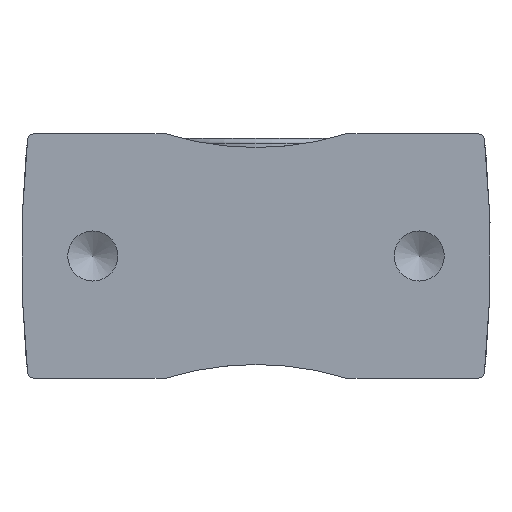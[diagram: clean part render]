
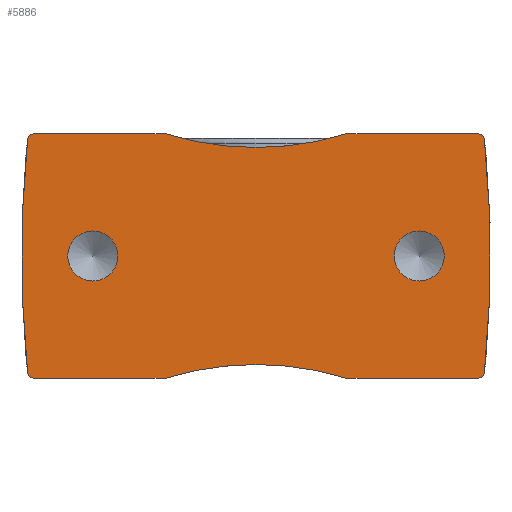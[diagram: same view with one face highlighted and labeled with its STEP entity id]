
A CAD part, front view. The second image highlights one B-rep face of the part: STEP entity #5886.
In plain terms, the highlighted face is planar.
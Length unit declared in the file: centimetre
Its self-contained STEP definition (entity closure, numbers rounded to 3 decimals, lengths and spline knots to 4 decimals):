
#99=CARTESIAN_POINT('',(-0.3899,-2.54,0.));
#100=VERTEX_POINT('',#99);
#110=CARTESIAN_POINT('',(0.3899,-2.54,0.));
#111=VERTEX_POINT('',#110);
#112=CARTESIAN_POINT('',(0.,-2.54,0.));
#113=DIRECTION('',(0.,0.,1.));
#114=DIRECTION('',(1.,0.,-0.));
#115=AXIS2_PLACEMENT_3D('',#112,#113,#114);
#116=CIRCLE('',#115,0.3899);
#117=EDGE_CURVE('',#111,#100,#116,.T.);
#119=CARTESIAN_POINT('',(0.,-2.54,0.));
#120=DIRECTION('',(0.,0.,1.));
#121=DIRECTION('',(1.,0.,-0.));
#122=AXIS2_PLACEMENT_3D('',#119,#120,#121);
#123=CIRCLE('',#122,0.3899);
#124=EDGE_CURVE('',#100,#111,#123,.T.);
#169=CARTESIAN_POINT('',(-0.3899,2.54,0.));
#170=VERTEX_POINT('',#169);
#180=CARTESIAN_POINT('',(0.3899,2.54,0.));
#181=VERTEX_POINT('',#180);
#182=CARTESIAN_POINT('',(0.,2.54,0.));
#183=DIRECTION('',(0.,0.,1.));
#184=DIRECTION('',(1.,0.,-0.));
#185=AXIS2_PLACEMENT_3D('',#182,#183,#184);
#186=CIRCLE('',#185,0.3899);
#187=EDGE_CURVE('',#181,#170,#186,.T.);
#189=CARTESIAN_POINT('',(0.,2.54,0.));
#190=DIRECTION('',(0.,0.,1.));
#191=DIRECTION('',(1.,0.,-0.));
#192=AXIS2_PLACEMENT_3D('',#189,#190,#191);
#193=CIRCLE('',#192,0.3899);
#194=EDGE_CURVE('',#170,#181,#193,.T.);
#1475=CARTESIAN_POINT('',(-1.8203,-3.5553,0.));
#1476=VERTEX_POINT('',#1475);
#1483=CARTESIAN_POINT('',(1.8203,-3.5553,0.));
#1484=VERTEX_POINT('',#1483);
#1485=CARTESIAN_POINT('',(0.,13.894,0.));
#1486=DIRECTION('',(0.,0.,-1.));
#1487=DIRECTION('',(1.,0.,0.));
#1488=AXIS2_PLACEMENT_3D('',#1485,#1486,#1487);
#1489=CIRCLE('',#1488,17.544);
#1490=EDGE_CURVE('',#1484,#1476,#1489,.T.);
#3900=CARTESIAN_POINT('',(1.8203,3.5553,0.));
#3901=VERTEX_POINT('',#3900);
#3908=CARTESIAN_POINT('',(-1.8203,3.5553,0.));
#3909=VERTEX_POINT('',#3908);
#3910=CARTESIAN_POINT('',(-0.,-13.894,0.));
#3911=DIRECTION('',(0.,0.,-1.));
#3912=DIRECTION('',(-1.,0.,0.));
#3913=AXIS2_PLACEMENT_3D('',#3910,#3911,#3912);
#3914=CIRCLE('',#3913,17.544);
#3915=EDGE_CURVE('',#3909,#3901,#3914,.T.);
#3956=CARTESIAN_POINT('',(1.9,3.4669,0.));
#3957=VERTEX_POINT('',#3956);
#3964=CARTESIAN_POINT('',(1.8111,3.4669,0.));
#3965=DIRECTION('',(0.,-0.,1.));
#3966=DIRECTION('',(0.743,0.669,0.));
#3967=AXIS2_PLACEMENT_3D('',#3964,#3965,#3966);
#3968=CIRCLE('',#3967,0.0889);
#3969=EDGE_CURVE('',#3957,#3901,#3968,.T.);
#3981=CARTESIAN_POINT('',(1.9,1.4,0.));
#3982=VERTEX_POINT('',#3981);
#3989=CARTESIAN_POINT('',(1.9,12348.5468,0.));
#3990=DIRECTION('',(0.,-1.,0.));
#3991=VECTOR('',#3990,24690.);
#3992=LINE('',#3989,#3991);
#3993=EDGE_CURVE('',#3957,#3982,#3992,.T.);
#4006=CARTESIAN_POINT('',(1.6896,0.,0.));
#4007=VERTEX_POINT('',#4006);
#4077=CARTESIAN_POINT('',(1.9,-1.4,0.));
#4078=VERTEX_POINT('',#4077);
#4085=CARTESIAN_POINT('',(6.4521,0.,0.));
#4086=DIRECTION('',(0.,0.,1.));
#4087=DIRECTION('',(1.,0.,-0.));
#4088=AXIS2_PLACEMENT_3D('',#4085,#4086,#4087);
#4089=CIRCLE('',#4088,4.7625);
#4090=EDGE_CURVE('',#4007,#4078,#4089,.T.);
#4982=CARTESIAN_POINT('',(-1.6896,-0.,0.));
#4983=VERTEX_POINT('',#4982);
#4992=CARTESIAN_POINT('',(-1.9,1.4,0.));
#4993=VERTEX_POINT('',#4992);
#5000=CARTESIAN_POINT('',(-6.4521,0.,0.));
#5001=DIRECTION('',(0.,0.,1.));
#5002=DIRECTION('',(-1.,0.,0.));
#5003=AXIS2_PLACEMENT_3D('',#5000,#5001,#5002);
#5004=CIRCLE('',#5003,4.7625);
#5005=EDGE_CURVE('',#4983,#4993,#5004,.T.);
#5016=CARTESIAN_POINT('',(-1.9,3.4669,0.));
#5017=VERTEX_POINT('',#5016);
#5024=CARTESIAN_POINT('',(-1.9,12348.5468,0.));
#5025=DIRECTION('',(0.,-1.,0.));
#5026=VECTOR('',#5025,24690.);
#5027=LINE('',#5024,#5026);
#5028=EDGE_CURVE('',#5017,#4993,#5027,.T.);
#5041=CARTESIAN_POINT('',(-1.8111,3.4669,0.));
#5042=DIRECTION('',(0.,0.,1.));
#5043=DIRECTION('',(-0.743,0.669,0.));
#5044=AXIS2_PLACEMENT_3D('',#5041,#5042,#5043);
#5045=CIRCLE('',#5044,0.0889);
#5046=EDGE_CURVE('',#3909,#5017,#5045,.T.);
#5654=CARTESIAN_POINT('',(1.9,-3.4669,0.));
#5655=VERTEX_POINT('',#5654);
#5662=CARTESIAN_POINT('',(1.9,12348.5468,0.));
#5663=DIRECTION('',(0.,-1.,0.));
#5664=VECTOR('',#5663,24690.);
#5665=LINE('',#5662,#5664);
#5666=EDGE_CURVE('',#4078,#5655,#5665,.T.);
#5679=CARTESIAN_POINT('',(1.8111,-3.4669,0.));
#5680=DIRECTION('',(0.,0.,1.));
#5681=DIRECTION('',(0.743,-0.669,0.));
#5682=AXIS2_PLACEMENT_3D('',#5679,#5680,#5681);
#5683=CIRCLE('',#5682,0.0889);
#5684=EDGE_CURVE('',#1484,#5655,#5683,.T.);
#5802=CARTESIAN_POINT('',(-1.9,-3.4669,0.));
#5803=VERTEX_POINT('',#5802);
#5810=CARTESIAN_POINT('',(-1.8111,-3.4669,0.));
#5811=DIRECTION('',(0.,0.,1.));
#5812=DIRECTION('',(-0.743,-0.669,0.));
#5813=AXIS2_PLACEMENT_3D('',#5810,#5811,#5812);
#5814=CIRCLE('',#5813,0.0889);
#5815=EDGE_CURVE('',#5803,#1476,#5814,.T.);
#5827=CARTESIAN_POINT('',(-1.9,-1.4,0.));
#5828=VERTEX_POINT('',#5827);
#5835=CARTESIAN_POINT('',(-1.9,12348.5468,0.));
#5836=DIRECTION('',(0.,-1.,0.));
#5837=VECTOR('',#5836,24690.);
#5838=LINE('',#5835,#5837);
#5839=EDGE_CURVE('',#5828,#5803,#5838,.T.);
#5845=CARTESIAN_POINT('',(0.9412,1.8027,0.));
#5846=DIRECTION('',(0.,0.,1.));
#5847=DIRECTION('',(1.,0.,0.));
#5848=AXIS2_PLACEMENT_3D('',#5845,#5846,#5847);
#5849=PLANE('',#5848);
#5850=ORIENTED_EDGE('',*,*,#117,.T.);
#5851=ORIENTED_EDGE('',*,*,#124,.T.);
#5852=EDGE_LOOP('',(#5850,#5851));
#5853=FACE_BOUND('',#5852,.T.);
#5854=ORIENTED_EDGE('',*,*,#187,.T.);
#5855=ORIENTED_EDGE('',*,*,#194,.T.);
#5856=EDGE_LOOP('',(#5854,#5855));
#5857=FACE_BOUND('',#5856,.T.);
#5858=ORIENTED_EDGE('',*,*,#5815,.F.);
#5859=ORIENTED_EDGE('',*,*,#5839,.F.);
#5860=CARTESIAN_POINT('',(-6.4521,0.,0.));
#5861=DIRECTION('',(0.,0.,1.));
#5862=DIRECTION('',(-1.,0.,0.));
#5863=AXIS2_PLACEMENT_3D('',#5860,#5861,#5862);
#5864=CIRCLE('',#5863,4.7625);
#5865=EDGE_CURVE('',#5828,#4983,#5864,.T.);
#5866=ORIENTED_EDGE('',*,*,#5865,.T.);
#5867=ORIENTED_EDGE('',*,*,#5005,.T.);
#5868=ORIENTED_EDGE('',*,*,#5028,.F.);
#5869=ORIENTED_EDGE('',*,*,#5046,.F.);
#5870=ORIENTED_EDGE('',*,*,#3915,.T.);
#5871=ORIENTED_EDGE('',*,*,#3969,.F.);
#5872=ORIENTED_EDGE('',*,*,#3993,.T.);
#5873=CARTESIAN_POINT('',(6.4521,0.,0.));
#5874=DIRECTION('',(0.,0.,1.));
#5875=DIRECTION('',(1.,0.,-0.));
#5876=AXIS2_PLACEMENT_3D('',#5873,#5874,#5875);
#5877=CIRCLE('',#5876,4.7625);
#5878=EDGE_CURVE('',#3982,#4007,#5877,.T.);
#5879=ORIENTED_EDGE('',*,*,#5878,.T.);
#5880=ORIENTED_EDGE('',*,*,#4090,.T.);
#5881=ORIENTED_EDGE('',*,*,#5666,.T.);
#5882=ORIENTED_EDGE('',*,*,#5684,.F.);
#5883=ORIENTED_EDGE('',*,*,#1490,.T.);
#5884=EDGE_LOOP('',(#5858,#5859,#5866,#5867,#5868,#5869,#5870,#5871,#5872,#5879,#5880,#5881,#5882,#5883));
#5885=FACE_BOUND('',#5884,.T.);
#5886=ADVANCED_FACE('',(#5853,#5857,#5885),#5849,.F.);
